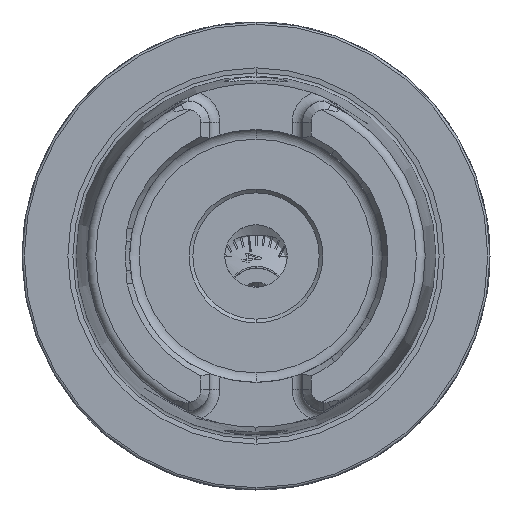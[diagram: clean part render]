
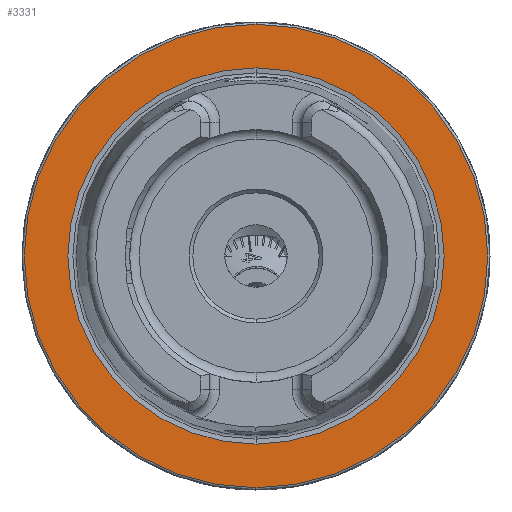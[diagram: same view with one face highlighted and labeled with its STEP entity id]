
A CAD part, left-side view. The second image highlights one B-rep face of the part: STEP entity #3331.
In plain terms, the highlighted planar face has unit normal (-1, 0, 0).
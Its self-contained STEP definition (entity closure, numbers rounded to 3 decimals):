
#1787 = DIRECTION ( 'NONE',  ( 0., 0., 1. ) ) ;
#2678 = CARTESIAN_POINT ( 'NONE',  ( 0., 0., 31.2 ) ) ;
#2770 = CARTESIAN_POINT ( 'NONE',  ( 0., 0., -25.324 ) ) ;
#3331 = ADVANCED_FACE ( 'NONE', ( #7154, #15096 ), #19792, .F. ) ;
#3842 = ORIENTED_EDGE ( 'NONE', *, *, #15213, .T. ) ;
#4106 = VERTEX_POINT ( 'NONE', #30349 ) ;
#5166 = CIRCLE ( 'NONE', #26856, 25.324 ) ;
#6506 = DIRECTION ( 'NONE',  ( -1., 0., 0. ) ) ;
#7048 = EDGE_CURVE ( 'NONE', #17621, #9065, #18537, .T. ) ;
#7154 = FACE_BOUND ( 'NONE', #11265, .T. ) ;
#7180 = AXIS2_PLACEMENT_3D ( 'NONE', #21171, #12065, #19509 ) ;
#7647 = DIRECTION ( 'NONE',  ( 1., 0., 0. ) ) ;
#8702 = VERTEX_POINT ( 'NONE', #2770 ) ;
#9065 = VERTEX_POINT ( 'NONE', #2678 ) ;
#10803 = CIRCLE ( 'NONE', #7180, 25.324 ) ;
#11265 = EDGE_LOOP ( 'NONE', ( #17372, #11865 ) ) ;
#11510 = DIRECTION ( 'NONE',  ( 0., 0., 1. ) ) ;
#11865 = ORIENTED_EDGE ( 'NONE', *, *, #23104, .F. ) ;
#12065 = DIRECTION ( 'NONE',  ( -1., 0., 0. ) ) ;
#12127 = CIRCLE ( 'NONE', #29175, 31.2 ) ;
#15096 = FACE_OUTER_BOUND ( 'NONE', #21625, .T. ) ;
#15213 = EDGE_CURVE ( 'NONE', #9065, #17621, #12127, .T. ) ;
#17372 = ORIENTED_EDGE ( 'NONE', *, *, #31960, .F. ) ;
#17621 = VERTEX_POINT ( 'NONE', #22334 ) ;
#18537 = CIRCLE ( 'NONE', #27306, 31.2 ) ;
#19287 = CARTESIAN_POINT ( 'NONE',  ( 0., 0., 0. ) ) ;
#19315 = AXIS2_PLACEMENT_3D ( 'NONE', #29818, #7647, #24938 ) ;
#19509 = DIRECTION ( 'NONE',  ( 0., 0., 1. ) ) ;
#19792 = PLANE ( 'NONE',  #19315 ) ;
#21171 = CARTESIAN_POINT ( 'NONE',  ( 0., 0., 0. ) ) ;
#21625 = EDGE_LOOP ( 'NONE', ( #3842, #30928 ) ) ;
#22334 = CARTESIAN_POINT ( 'NONE',  ( 0., 0., -31.2 ) ) ;
#23104 = EDGE_CURVE ( 'NONE', #8702, #4106, #5166, .T. ) ;
#24326 = DIRECTION ( 'NONE',  ( -1., 0., 0. ) ) ;
#24938 = DIRECTION ( 'NONE',  ( 0., 0., -1. ) ) ;
#26373 = CARTESIAN_POINT ( 'NONE',  ( 0., 0., 0. ) ) ;
#26536 = DIRECTION ( 'NONE',  ( -1., 0., 0. ) ) ;
#26856 = AXIS2_PLACEMENT_3D ( 'NONE', #27115, #24326, #29056 ) ;
#27115 = CARTESIAN_POINT ( 'NONE',  ( 0., 0., 0. ) ) ;
#27306 = AXIS2_PLACEMENT_3D ( 'NONE', #26373, #26536, #1787 ) ;
#29056 = DIRECTION ( 'NONE',  ( 0., 0., 1. ) ) ;
#29175 = AXIS2_PLACEMENT_3D ( 'NONE', #19287, #6506, #11510 ) ;
#29818 = CARTESIAN_POINT ( 'NONE',  ( 0., 31.2, 0. ) ) ;
#30349 = CARTESIAN_POINT ( 'NONE',  ( 0., 0., 25.324 ) ) ;
#30928 = ORIENTED_EDGE ( 'NONE', *, *, #7048, .T. ) ;
#31960 = EDGE_CURVE ( 'NONE', #4106, #8702, #10803, .T. ) ;
